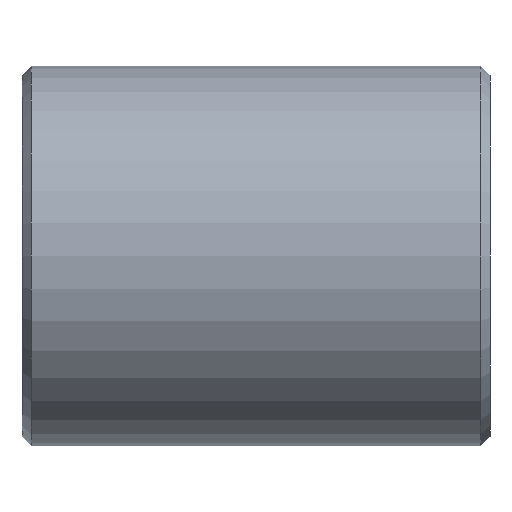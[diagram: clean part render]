
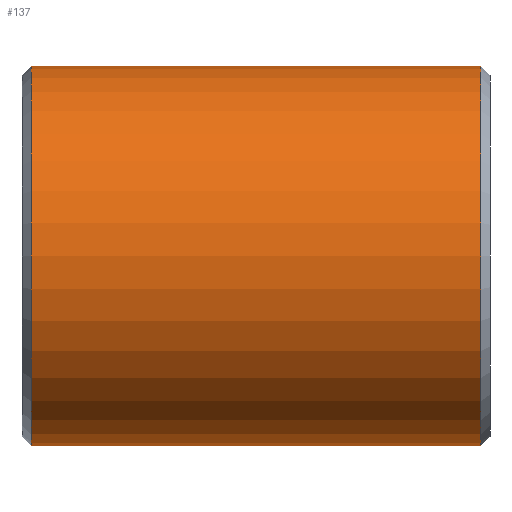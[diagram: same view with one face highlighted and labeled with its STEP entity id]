
A CAD part, front view. The second image highlights one B-rep face of the part: STEP entity #137.
In plain terms, the highlighted cylindrical face has radius 7.938 mm (diameter 15.875 mm), a full revolution.
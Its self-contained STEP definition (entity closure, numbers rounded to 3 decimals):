
#17=CYLINDRICAL_SURFACE('',#153,7.938);
#24=FACE_BOUND('',#50,.T.);
#36=FACE_OUTER_BOUND('',#49,.T.);
#49=EDGE_LOOP('',(#109));
#50=EDGE_LOOP('',(#110));
#72=CIRCLE('',#152,7.938);
#73=CIRCLE('',#154,7.938);
#84=VERTEX_POINT('',#228);
#85=VERTEX_POINT('',#231);
#96=EDGE_CURVE('',#84,#84,#72,.T.);
#97=EDGE_CURVE('',#85,#85,#73,.T.);
#109=ORIENTED_EDGE('',*,*,#97,.F.);
#110=ORIENTED_EDGE('',*,*,#96,.F.);
#137=ADVANCED_FACE('',(#36,#24),#17,.T.);
#152=AXIS2_PLACEMENT_3D('',#229,#180,#181);
#153=AXIS2_PLACEMENT_3D('',#230,#182,#183);
#154=AXIS2_PLACEMENT_3D('',#232,#184,#185);
#180=DIRECTION('center_axis',(-1.,0.,0.));
#181=DIRECTION('ref_axis',(0.,-1.,0.));
#182=DIRECTION('center_axis',(1.,0.,0.));
#183=DIRECTION('ref_axis',(0.,1.,0.));
#184=DIRECTION('center_axis',(1.,0.,0.));
#185=DIRECTION('ref_axis',(0.,-1.,0.));
#228=CARTESIAN_POINT('',(0.381,7.938,0.));
#229=CARTESIAN_POINT('Origin',(0.381,0.,0.));
#230=CARTESIAN_POINT('Origin',(9.779,0.,0.));
#231=CARTESIAN_POINT('',(19.177,7.938,0.));
#232=CARTESIAN_POINT('Origin',(19.177,0.,0.));
